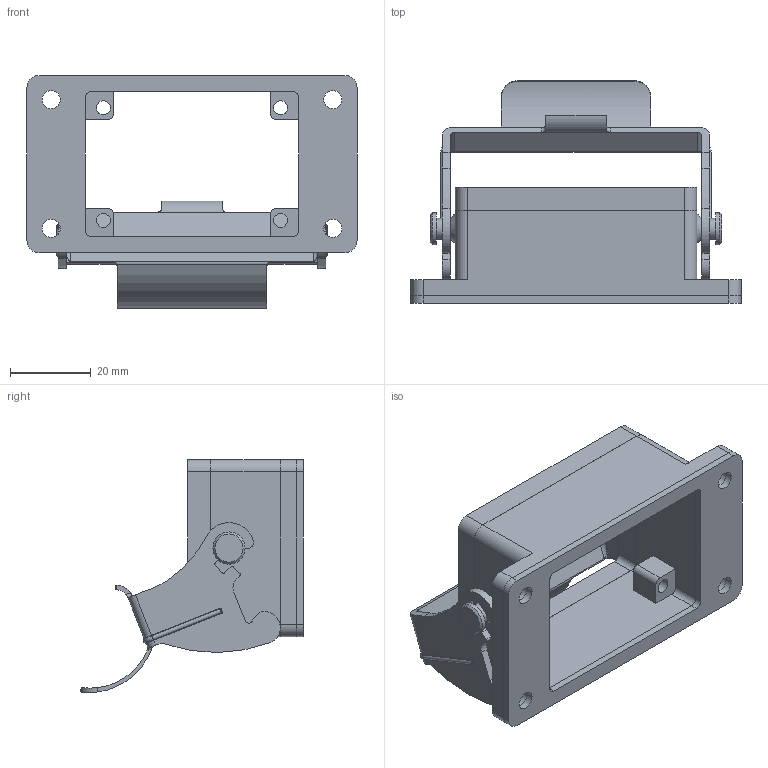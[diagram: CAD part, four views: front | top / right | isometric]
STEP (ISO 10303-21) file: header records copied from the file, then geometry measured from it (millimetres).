
FILE_DESCRIPTION (( 'STEP AP214' ), '1' );
FILE_NAME ('ZP-MC06B-2-SBHM.STEP', '2011-11-21T14:34:07', ( '.adc' ), ( '' ), 'SwSTEP 2.0', 'SolidWorks 2011', '' );
FILE_SCHEMA (( 'AUTOMOTIVE_DESIGN' ));
Length unit declared in the file: millimetre
Products named in the file (1): ZP-MC06B-2-SBHM
Bounding box: 82 x 55.34 x 57.88 mm (x, y, z)
Volume: 31838.5 mm3; surface area: 25522.9 mm2
Topology: 2 solids, 2 shells, 230 faces, 631 edges, 411 vertices
Faces by surface type: cylinder 125, plane 87, torus 8, bspline 6, cone 4
Full cylindrical faces by diameter (mm): 3.5 x4, 4.5 x8, 5.169 x2, 8 x2
Entity records: 10374 total; most frequent: CARTESIAN_POINT 1985, DIRECTION 1270, ORIENTED_EDGE 1212, EDGE_CURVE 606, AXIS2_PLACEMENT_3D 469, VERTEX_POINT 406, LINE 332, VECTOR 332
